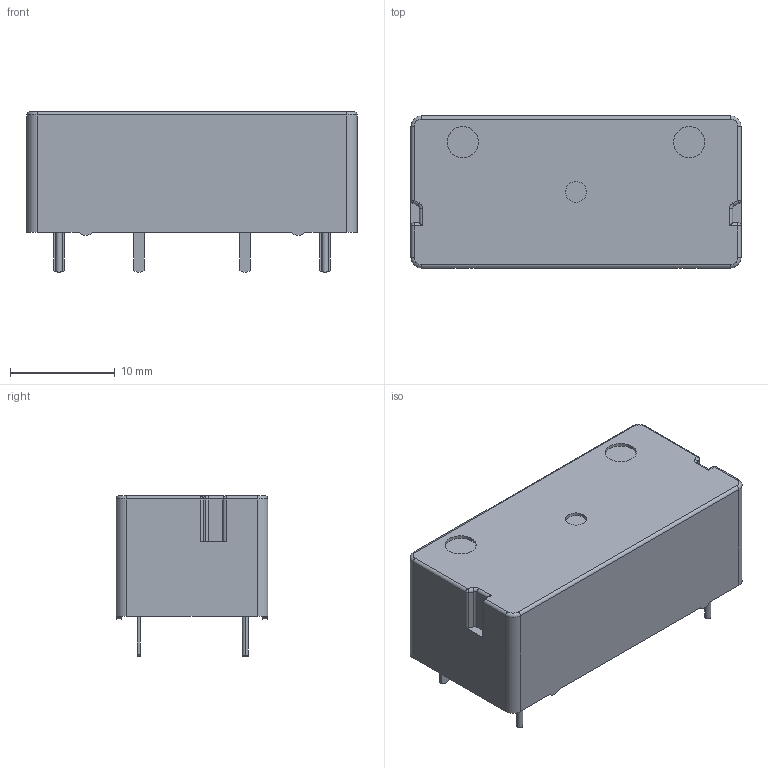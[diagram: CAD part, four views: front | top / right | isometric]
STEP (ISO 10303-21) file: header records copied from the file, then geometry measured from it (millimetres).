
FILE_DESCRIPTION((''),'2;1');
FILE_NAME('REL_PANASONIC_ST1.stp','2015-10-15T15:34:16',(''),(''),'Mechanical Desktop 2011','Mechanical Desktop 2011',', , ');
FILE_SCHEMA(('AUTOMOTIVE_DESIGN { 1 2 10303 214 1 1 1 1 }'));
Length unit declared in the file: millimetre
Products named in the file (1): Product
Bounding box: 31.5 x 14.5 x 15.3 mm (x, y, z)
Volume: 5230.5 mm3; surface area: 2014.2 mm2
Topology: 7 solids, 7 shells, 95 faces, 216 edges, 134 vertices
Faces by surface type: cylinder 37, plane 37, bspline 11, torus 6, sphere 4
Entity records: 2797 total; most frequent: CARTESIAN_POINT 617, DIRECTION 454, ORIENTED_EDGE 424, EDGE_CURVE 212, AXIS2_PLACEMENT_3D 165, VERTEX_POINT 134, VECTOR 124, LINE 124
